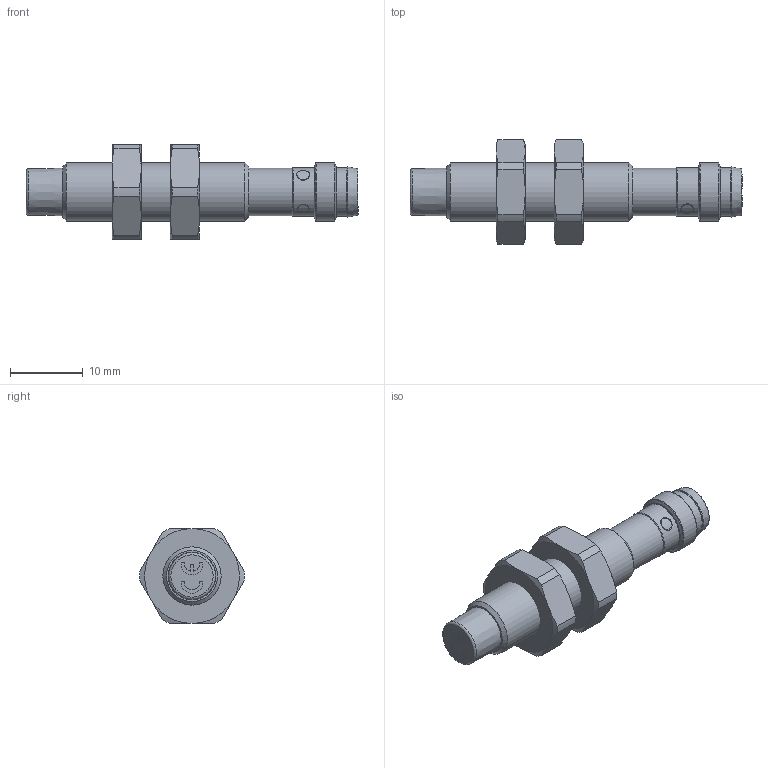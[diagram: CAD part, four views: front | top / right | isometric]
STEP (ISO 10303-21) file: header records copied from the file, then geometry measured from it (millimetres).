
FILE_DESCRIPTION(('FreeCAD Model'),'2;1');
FILE_NAME('DCC_08_V_04NB_xxK-TSL.step','2016-09-14T11:22:57',('FreeCAD'),( 'FreeCAD'),'Open CASCADE STEP processor 6.7','FreeCAD','Unknown');
FILE_SCHEMA(('AUTOMOTIVE_DESIGN_CC2 { 1 2 10303 214 -1 1 5 4 }'));
Length unit declared in the file: millimetre
Products named in the file (14): DCC_08_V_04NB_xxK-TSL_Shrinkwrap_014; DCC_08_V_04NB_xxK-TSL_Shrinkwrap_013; DCC_08_V_04NB_xxK-TSL_Shrinkwrap_012; DCC_08_V_04NB_xxK-TSL_Shrinkwrap_011; DCC_08_V_04NB_xxK-TSL_Shrinkwrap_010; DCC_08_V_04NB_xxK-TSL_Shrinkwrap_009; DCC_08_V_04NB_xxK-TSL_Shrinkwrap_008; DCC_08_V_04NB_xxK-TSL_Shrinkwrap_007; DCC_08_V_04NB_xxK-TSL_Shrinkwrap_006; DCC_08_V_04NB_xxK-TSL_Shrinkwrap_005; DCC_08_V_04NB_xxK-TSL_Shrinkwrap_004; DCC_08_V_04NB_xxK-TSL_Shrinkwrap_003; DCC_08_V_04NB_xxK-TSL_Shrinkwrap_002; DCC_08_V_04NB_xxK-TSL_Shrinkwrap_1
Bounding box: 45.52 x 14.39 x 13 mm (x, y, z)
Surface area: 2274.3 mm2 (no closed solid volume)
Topology: 0 solids, 14 shells, 82 faces, 188 edges, 119 vertices
Faces by surface type: cone 30, plane 25, cylinder 19, torus 7, bspline 1
Full cylindrical faces by diameter (mm): 1.6 x2, 6.5 x1, 6.7 x2, 8 x2
Entity records: 6939 total; most frequent: CARTESIAN_POINT 3166, DIRECTION 443, ORIENTED_EDGE 349, PCURVE 349, DEFINITIONAL_REPRESENTATION 349, B_SPLINE_CURVE_WITH_KNOTS 222, EDGE_CURVE 188, SURFACE_CURVE 167
